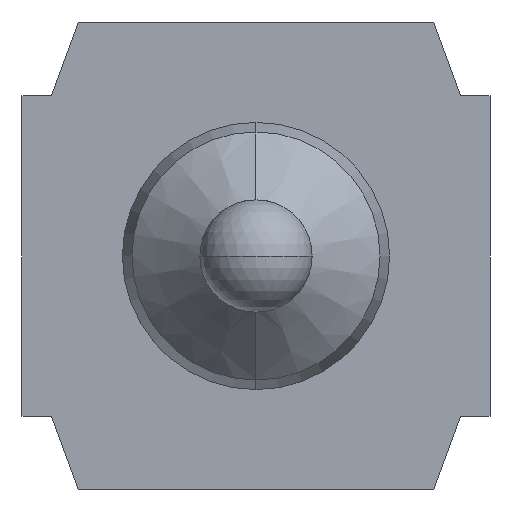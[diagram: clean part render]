
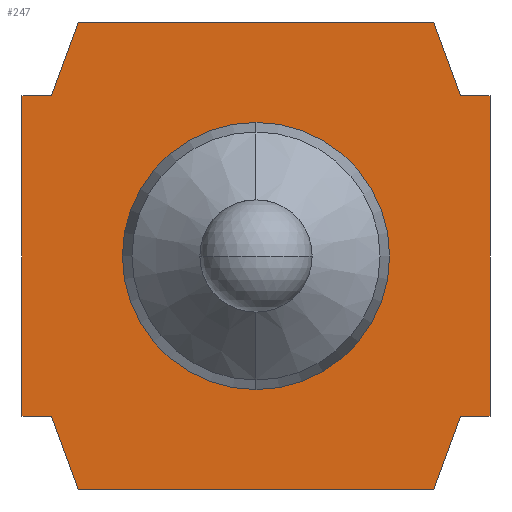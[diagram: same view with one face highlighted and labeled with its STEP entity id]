
A CAD part, front view. The second image highlights one B-rep face of the part: STEP entity #247.
In plain terms, the highlighted planar face has unit normal (0, -1, 0).
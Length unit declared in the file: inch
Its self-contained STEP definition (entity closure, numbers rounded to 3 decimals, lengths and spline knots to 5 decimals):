
#8 = CARTESIAN_POINT ( 'NONE',  ( 0.08797, -0.11, -0.08425 ) ) ;
#13 = CARTESIAN_POINT ( 'NONE',  ( 0.03797, -0.11, -0.02145 ) ) ;
#25 = ORIENTED_EDGE ( 'NONE', *, *, #1338, .F. ) ;
#29 = DIRECTION ( 'NONE',  ( 1., 0., 0. ) ) ;
#31 = CARTESIAN_POINT ( 'NONE',  ( 0.03797, -0.11, -0.07855 ) ) ;
#37 = LINE ( 'NONE', #1320, #878 ) ;
#44 = VERTEX_POINT ( 'NONE', #392 ) ;
#54 = EDGE_CURVE ( 'NONE', #984, #305, #1153, .T. ) ;
#83 = ORIENTED_EDGE ( 'NONE', *, *, #377, .T. ) ;
#89 = EDGE_CURVE ( 'NONE', #657, #259, #1234, .T. ) ;
#105 = EDGE_CURVE ( 'NONE', #751, #151, #1217, .T. ) ;
#111 = LINE ( 'NONE', #1129, #604 ) ;
#115 = EDGE_LOOP ( 'NONE', ( #25, #319, #864, #644, #694, #664, #286, #1154, #190, #229, #244, #610 ) ) ;
#130 = VECTOR ( 'NONE', #481, 39.37008 ) ;
#144 = VECTOR ( 'NONE', #382, 39.37008 ) ;
#151 = VERTEX_POINT ( 'NONE', #200 ) ;
#155 = AXIS2_PLACEMENT_3D ( 'NONE', #527, #635, #852 ) ;
#190 = ORIENTED_EDGE ( 'NONE', *, *, #1225, .F. ) ;
#200 = CARTESIAN_POINT ( 'NONE',  ( 0.07593, -0.11, 0. ) ) ;
#206 = DIRECTION ( 'NONE',  ( 1., 0., 0. ) ) ;
#219 = EDGE_CURVE ( 'NONE', #678, #1111, #749, .T. ) ;
#229 = ORIENTED_EDGE ( 'NONE', *, *, #89, .F. ) ;
#244 = ORIENTED_EDGE ( 'NONE', *, *, #824, .F. ) ;
#247 = ADVANCED_FACE ( 'NONE', ( #621, #541 ), #780, .T. ) ;
#250 = LINE ( 'NONE', #8, #879 ) ;
#251 = CARTESIAN_POINT ( 'NONE',  ( 0., -0.11, -0.1 ) ) ;
#259 = VERTEX_POINT ( 'NONE', #355 ) ;
#268 = DIRECTION ( 'NONE',  ( -1., 0., 0. ) ) ;
#286 = ORIENTED_EDGE ( 'NONE', *, *, #308, .F. ) ;
#298 = LINE ( 'NONE', #478, #1326 ) ;
#305 = VERTEX_POINT ( 'NONE', #31 ) ;
#308 = EDGE_CURVE ( 'NONE', #151, #737, #435, .T. ) ;
#317 = VERTEX_POINT ( 'NONE', #872 ) ;
#319 = ORIENTED_EDGE ( 'NONE', *, *, #219, .F. ) ;
#355 = CARTESIAN_POINT ( 'NONE',  ( -0.00573, -0.11, -0.01575 ) ) ;
#361 = DIRECTION ( 'NONE',  ( 0., 0., 1. ) ) ;
#369 = CARTESIAN_POINT ( 'NONE',  ( 0.03797, -0.11, -0.05 ) ) ;
#375 = VECTOR ( 'NONE', #1166, 39.37008 ) ;
#377 = EDGE_CURVE ( 'NONE', #305, #984, #656, .T. ) ;
#381 = VERTEX_POINT ( 'NONE', #1184 ) ;
#382 = DIRECTION ( 'NONE',  ( 0.342, 0., 0.94 ) ) ;
#392 = CARTESIAN_POINT ( 'NONE',  ( 0.08167, -0.11, -0.08425 ) ) ;
#419 = LINE ( 'NONE', #904, #144 ) ;
#435 = LINE ( 'NONE', #875, #375 ) ;
#449 = CARTESIAN_POINT ( 'NONE',  ( 0.08797, -0.11, -0.01575 ) ) ;
#474 = CARTESIAN_POINT ( 'NONE',  ( 0., -0.11, -0.1 ) ) ;
#478 = CARTESIAN_POINT ( 'NONE',  ( 0.07593, -0.11, -0.1 ) ) ;
#481 = DIRECTION ( 'NONE',  ( 1., 0., 0. ) ) ;
#483 = CARTESIAN_POINT ( 'NONE',  ( 0.08797, -0.11, -0.08425 ) ) ;
#486 = VECTOR ( 'NONE', #784, 39.37008 ) ;
#504 = ORIENTED_EDGE ( 'NONE', *, *, #54, .T. ) ;
#505 = EDGE_CURVE ( 'NONE', #44, #678, #298, .T. ) ;
#520 = LINE ( 'NONE', #1084, #486 ) ;
#524 = CARTESIAN_POINT ( 'NONE',  ( 0.08167, -0.11, -0.01575 ) ) ;
#527 = CARTESIAN_POINT ( 'NONE',  ( 0.03797, -0.11, -0.05 ) ) ;
#533 = DIRECTION ( 'NONE',  ( 0., -1., 0. ) ) ;
#541 = FACE_OUTER_BOUND ( 'NONE', #115, .T. ) ;
#547 = EDGE_CURVE ( 'NONE', #381, #1267, #785, .T. ) ;
#550 = CARTESIAN_POINT ( 'NONE',  ( -0.01203, -0.11, -0.01575 ) ) ;
#553 = EDGE_CURVE ( 'NONE', #737, #381, #1186, .T. ) ;
#604 = VECTOR ( 'NONE', #1139, 39.37008 ) ;
#610 = ORIENTED_EDGE ( 'NONE', *, *, #1068, .F. ) ;
#621 = FACE_BOUND ( 'NONE', #755, .T. ) ;
#630 = CARTESIAN_POINT ( 'NONE',  ( 0., -0.11, 0. ) ) ;
#635 = DIRECTION ( 'NONE',  ( 0., 1., 0. ) ) ;
#644 = ORIENTED_EDGE ( 'NONE', *, *, #1036, .F. ) ;
#648 = CARTESIAN_POINT ( 'NONE',  ( 0., -0.11, 0. ) ) ;
#656 = CIRCLE ( 'NONE', #1000, 0.02855 ) ;
#657 = VERTEX_POINT ( 'NONE', #550 ) ;
#664 = ORIENTED_EDGE ( 'NONE', *, *, #553, .F. ) ;
#678 = VERTEX_POINT ( 'NONE', #1142 ) ;
#694 = ORIENTED_EDGE ( 'NONE', *, *, #547, .F. ) ;
#732 = VECTOR ( 'NONE', #268, 39.37008 ) ;
#737 = VERTEX_POINT ( 'NONE', #524 ) ;
#748 = DIRECTION ( 'NONE',  ( -1., 0., 0. ) ) ;
#749 = LINE ( 'NONE', #890, #732 ) ;
#751 = VERTEX_POINT ( 'NONE', #630 ) ;
#755 = EDGE_LOOP ( 'NONE', ( #504, #83 ) ) ;
#780 = PLANE ( 'NONE',  #855 ) ;
#784 = DIRECTION ( 'NONE',  ( -1., 0., 0. ) ) ;
#785 = LINE ( 'NONE', #980, #880 ) ;
#801 = DIRECTION ( 'NONE',  ( -0.342, 0., -0.94 ) ) ;
#824 = EDGE_CURVE ( 'NONE', #1015, #657, #111, .T. ) ;
#852 = DIRECTION ( 'NONE',  ( 0., 0., 1. ) ) ;
#855 = AXIS2_PLACEMENT_3D ( 'NONE', #474, #533, #1226 ) ;
#864 = ORIENTED_EDGE ( 'NONE', *, *, #505, .F. ) ;
#872 = CARTESIAN_POINT ( 'NONE',  ( -0.00573, -0.11, -0.08425 ) ) ;
#875 = CARTESIAN_POINT ( 'NONE',  ( 0.07593, -0.11, 0. ) ) ;
#878 = VECTOR ( 'NONE', #1327, 39.37008 ) ;
#879 = VECTOR ( 'NONE', #748, 39.37008 ) ;
#880 = VECTOR ( 'NONE', #1075, 39.37008 ) ;
#890 = CARTESIAN_POINT ( 'NONE',  ( 0.07593, -0.11, -0.1 ) ) ;
#904 = CARTESIAN_POINT ( 'NONE',  ( 0., -0.11, 0. ) ) ;
#906 = DIRECTION ( 'NONE',  ( 0., 1., 0. ) ) ;
#980 = CARTESIAN_POINT ( 'NONE',  ( 0.08797, -0.11, -0.08425 ) ) ;
#983 = VECTOR ( 'NONE', #206, 39.37008 ) ;
#984 = VERTEX_POINT ( 'NONE', #13 ) ;
#1000 = AXIS2_PLACEMENT_3D ( 'NONE', #369, #906, #361 ) ;
#1015 = VERTEX_POINT ( 'NONE', #1165 ) ;
#1036 = EDGE_CURVE ( 'NONE', #1267, #44, #250, .T. ) ;
#1068 = EDGE_CURVE ( 'NONE', #317, #1015, #520, .T. ) ;
#1075 = DIRECTION ( 'NONE',  ( 0., 0., -1. ) ) ;
#1084 = CARTESIAN_POINT ( 'NONE',  ( -0.01203, -0.11, -0.08425 ) ) ;
#1111 = VERTEX_POINT ( 'NONE', #251 ) ;
#1129 = CARTESIAN_POINT ( 'NONE',  ( -0.01203, -0.11, -0.08425 ) ) ;
#1139 = DIRECTION ( 'NONE',  ( 0., 0., 1. ) ) ;
#1142 = CARTESIAN_POINT ( 'NONE',  ( 0.07593, -0.11, -0.1 ) ) ;
#1143 = CARTESIAN_POINT ( 'NONE',  ( -0.01203, -0.11, -0.01575 ) ) ;
#1153 = CIRCLE ( 'NONE', #155, 0.02855 ) ;
#1154 = ORIENTED_EDGE ( 'NONE', *, *, #105, .F. ) ;
#1165 = CARTESIAN_POINT ( 'NONE',  ( -0.01203, -0.11, -0.08425 ) ) ;
#1166 = DIRECTION ( 'NONE',  ( 0.342, 0., -0.94 ) ) ;
#1184 = CARTESIAN_POINT ( 'NONE',  ( 0.08797, -0.11, -0.01575 ) ) ;
#1186 = LINE ( 'NONE', #449, #1357 ) ;
#1217 = LINE ( 'NONE', #648, #130 ) ;
#1225 = EDGE_CURVE ( 'NONE', #259, #751, #419, .T. ) ;
#1226 = DIRECTION ( 'NONE',  ( 0., 0., -1. ) ) ;
#1234 = LINE ( 'NONE', #1143, #983 ) ;
#1267 = VERTEX_POINT ( 'NONE', #483 ) ;
#1320 = CARTESIAN_POINT ( 'NONE',  ( 0., -0.11, -0.1 ) ) ;
#1326 = VECTOR ( 'NONE', #801, 39.37008 ) ;
#1327 = DIRECTION ( 'NONE',  ( -0.342, 0., 0.94 ) ) ;
#1338 = EDGE_CURVE ( 'NONE', #1111, #317, #37, .T. ) ;
#1357 = VECTOR ( 'NONE', #29, 39.37008 ) ;
